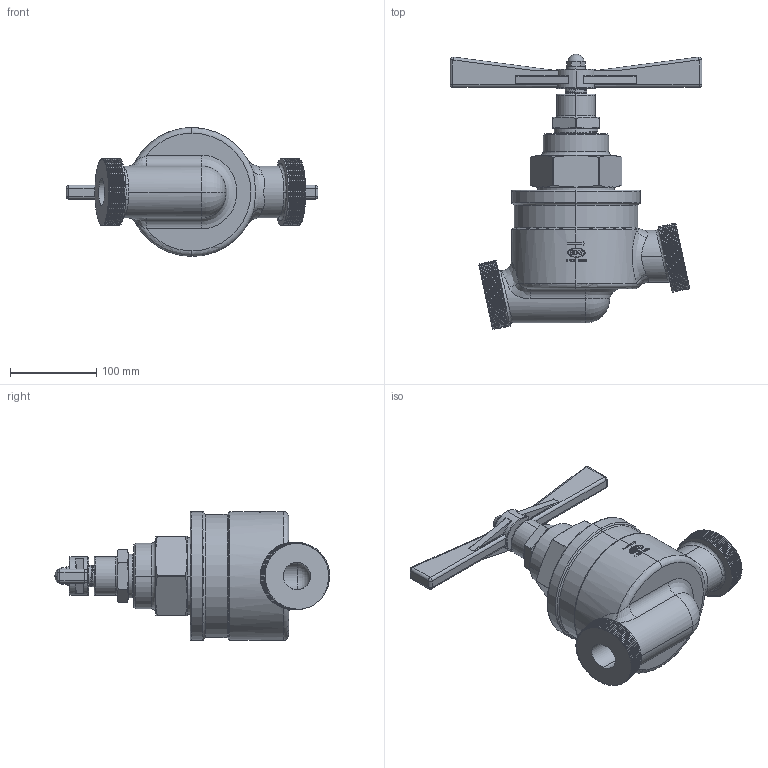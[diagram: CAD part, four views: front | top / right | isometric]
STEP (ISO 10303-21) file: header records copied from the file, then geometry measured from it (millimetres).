
FILE_DESCRIPTION (( 'STEP AP214' ), '1' );
FILE_NAME ('380-7.STEP', '2018-01-25T21:42:30', ( '' ), ( '' ), 'SwSTEP 2.0', 'SolidWorks 2018', '' );
FILE_SCHEMA (( 'AUTOMOTIVE_DESIGN' ));
Length unit declared in the file: inch
Products named in the file (1): 380-7
Bounding box: 292.1 x 319.53 x 149.35 mm (x, y, z)
Volume: 2862943 mm3; surface area: 279857.9 mm2
Topology: 1 solids, 1 shells, 681 faces, 2063 edges, 1314 vertices
Faces by surface type: cylinder 304, plane 135, bspline 128, cone 53, torus 51, sphere 10
Entity records: 81902 total; most frequent: CARTESIAN_POINT 60712, ORIENTED_EDGE 4098, DIRECTION 2397, EDGE_CURVE 2049, VERTEX_POINT 1310, AXIS2_PLACEMENT_3D 951, EDGE_LOOP 723, FACE_OUTER_BOUND 681
